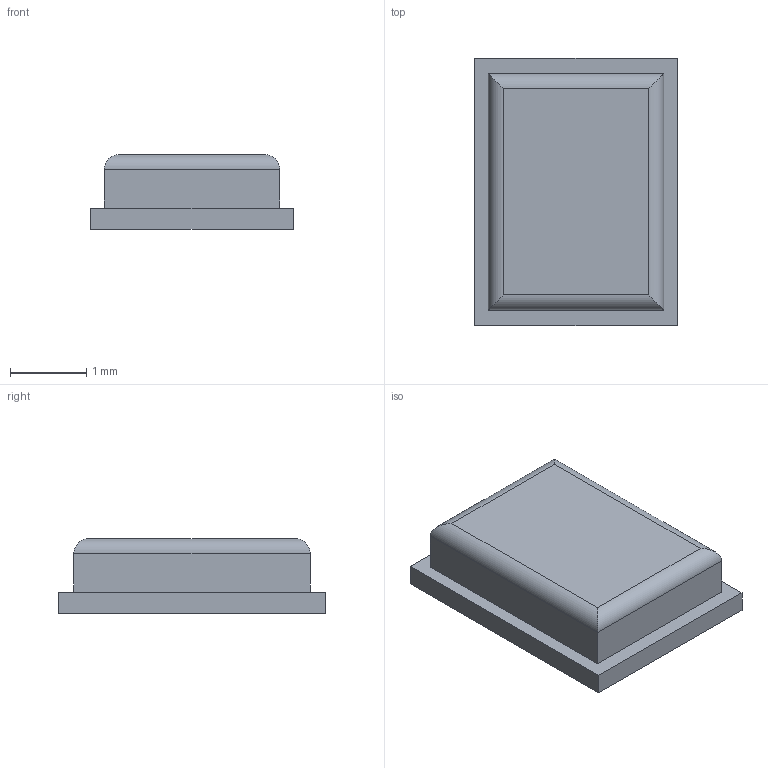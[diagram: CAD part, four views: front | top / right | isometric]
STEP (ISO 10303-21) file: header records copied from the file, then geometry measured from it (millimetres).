
FILE_DESCRIPTION(('FreeCAD Model'),'2;1');
FILE_NAME('Fillet.step', '2017-06-07T19:57:43',('kicad StepUp'),('ksu MCAD'), 'Open CASCADE STEP processor 6.8','FreeCAD','Unknown');
FILE_SCHEMA(('AUTOMOTIVE_DESIGN_CC2 { 1 2 10303 214 -1 1 5 4 }'));
Length unit declared in the file: millimetre
Products named in the file (2): ASSEMBLY; Fillet
Assembly tree (1 placements, depth 2):
  ASSEMBLY
    Fillet
Bounding box: 2.65 x 3.5 x 0.98 mm (x, y, z)
Volume: 7.5 mm3; surface area: 28.6 mm2
Topology: 1 solids, 1 shells, 15 faces, 32 edges, 20 vertices
Faces by surface type: plane 11, cylinder 4
Entity records: 437 total; most frequent: DIRECTION 70, CARTESIAN_POINT 69, ORIENTED_EDGE 64, EDGE_CURVE 32, LINE 28, VECTOR 28, AXIS2_PLACEMENT_3D 21, VERTEX_POINT 20
